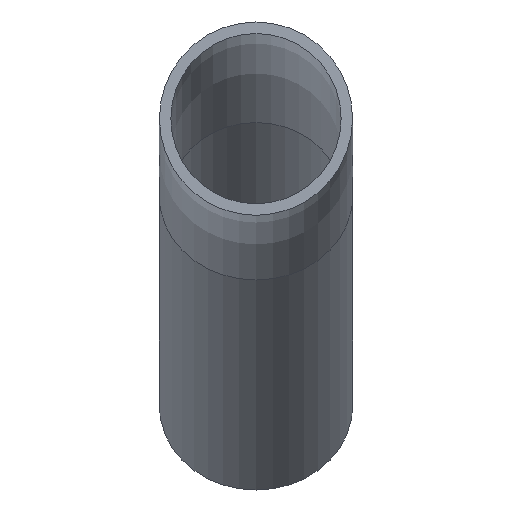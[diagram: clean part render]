
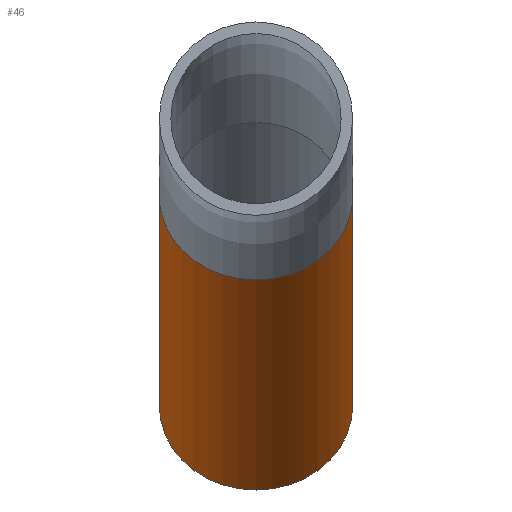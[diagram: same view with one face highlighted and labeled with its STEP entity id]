
A CAD part, left-side view. The second image highlights one B-rep face of the part: STEP entity #46.
In plain terms, the highlighted cylindrical face has radius 80 mm (diameter 160 mm), a full revolution.
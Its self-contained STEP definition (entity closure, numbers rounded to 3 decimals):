
#46 = ADVANCED_FACE( '', ( #93, #94 ), #95, .T. );
#93 = FACE_OUTER_BOUND( '', #132, .T. );
#94 = FACE_OUTER_BOUND( '', #133, .T. );
#95 = CYLINDRICAL_SURFACE( '', #134, 80. );
#132 = EDGE_LOOP( '', ( #179 ) );
#133 = EDGE_LOOP( '', ( #180 ) );
#134 = AXIS2_PLACEMENT_3D( '', #181, #182, #183 );
#179 = ORIENTED_EDGE( '', *, *, #189, .T. );
#180 = ORIENTED_EDGE( '', *, *, #185, .F. );
#181 = CARTESIAN_POINT( '', ( 888.724, 0., -238.133 ) );
#182 = DIRECTION( '', ( -0.866, 0., 0.5 ) );
#183 = DIRECTION( '', ( -0.5, 0., -0.866 ) );
#185 = EDGE_CURVE( '', #201, #201, #202, .T. );
#189 = EDGE_CURVE( '', #208, #208, #209, .T. );
#201 = VERTEX_POINT( '', #225 );
#202 = CIRCLE( '', #226, 80. );
#208 = VERTEX_POINT( '', #232 );
#209 = CIRCLE( '', #233, 80. );
#225 = CARTESIAN_POINT( '', ( 848.724, 0., -307.415 ) );
#226 = AXIS2_PLACEMENT_3D( '', #248, #249, #250 );
#232 = CARTESIAN_POINT( '', ( 587.65, 80., -64.308 ) );
#233 = AXIS2_PLACEMENT_3D( '', #257, #258, #259 );
#248 = CARTESIAN_POINT( '', ( 888.724, 0., -238.133 ) );
#249 = DIRECTION( '', ( 0.866, 0., -0.5 ) );
#250 = DIRECTION( '', ( -0.5, 0., -0.866 ) );
#257 = CARTESIAN_POINT( '', ( 587.65, 0., -64.308 ) );
#258 = DIRECTION( '', ( 0.866, 0., -0.5 ) );
#259 = DIRECTION( '', ( 0., 1., 0. ) );
